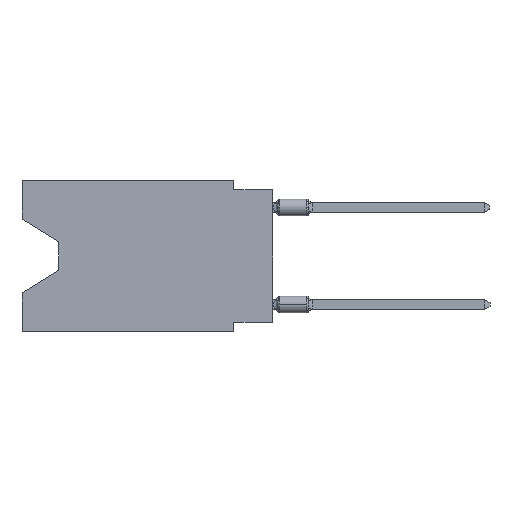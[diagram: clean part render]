
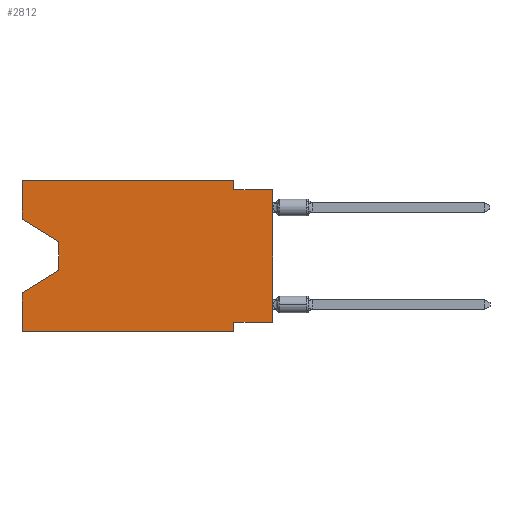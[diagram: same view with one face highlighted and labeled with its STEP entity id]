
A CAD part, left-side view. The second image highlights one B-rep face of the part: STEP entity #2812.
In plain terms, the highlighted planar face has unit normal (-1, 0, 0).
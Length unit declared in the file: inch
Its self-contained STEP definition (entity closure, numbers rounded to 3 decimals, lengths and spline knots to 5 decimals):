
#7 = VERTEX_POINT ( 'NONE', #6652 ) ;
#57 = CARTESIAN_POINT ( 'NONE',  ( 0., 0., -0.365 ) ) ;
#61 = VECTOR ( 'NONE', #1917, 39.37008 ) ;
#167 = DIRECTION ( 'NONE',  ( 0., 0., -1. ) ) ;
#190 = ORIENTED_EDGE ( 'NONE', *, *, #6226, .F. ) ;
#300 = PLANE ( 'NONE',  #1719 ) ;
#749 = CARTESIAN_POINT ( 'NONE',  ( 0., 0.645, -0.39 ) ) ;
#942 = CARTESIAN_POINT ( 'NONE',  ( 0., 0.645, 0. ) ) ;
#977 = EDGE_CURVE ( 'NONE', #7748, #8336, #10659, .T. ) ;
#1082 = VECTOR ( 'NONE', #3366, 39.37008 ) ;
#1261 = DIRECTION ( 'NONE',  ( 0., 0., 1. ) ) ;
#1422 = FACE_OUTER_BOUND ( 'NONE', #9094, .T. ) ;
#1612 = ORIENTED_EDGE ( 'NONE', *, *, #10151, .F. ) ;
#1719 = AXIS2_PLACEMENT_3D ( 'NONE', #3197, #8330, #4452 ) ;
#1740 = VECTOR ( 'NONE', #2056, 39.37008 ) ;
#1770 = VERTEX_POINT ( 'NONE', #749 ) ;
#1917 = DIRECTION ( 'NONE',  ( 0., 0., 1. ) ) ;
#2056 = DIRECTION ( 'NONE',  ( 0., 0., -1. ) ) ;
#2102 = CARTESIAN_POINT ( 'NONE',  ( 0., 0.1, -0.365 ) ) ;
#2131 = CARTESIAN_POINT ( 'NONE',  ( 0., 0.645, -0.39 ) ) ;
#2175 = CARTESIAN_POINT ( 'NONE',  ( 0., 0.55, -0.232 ) ) ;
#2377 = CARTESIAN_POINT ( 'NONE',  ( 0., 0.1, 0. ) ) ;
#2552 = VECTOR ( 'NONE', #9615, 39.37008 ) ;
#2599 = ORIENTED_EDGE ( 'NONE', *, *, #977, .F. ) ;
#2606 = EDGE_CURVE ( 'NONE', #7554, #7, #12995, .T. ) ;
#2763 = DIRECTION ( 'NONE',  ( 0., 0., 1. ) ) ;
#2812 = ADVANCED_FACE ( 'NONE', ( #1422 ), #300, .F. ) ;
#2866 = CARTESIAN_POINT ( 'NONE',  ( 0., 0., -0.025 ) ) ;
#2897 = LINE ( 'NONE', #3901, #7630 ) ;
#3044 = LINE ( 'NONE', #942, #61 ) ;
#3128 = LINE ( 'NONE', #7265, #4996 ) ;
#3166 = ORIENTED_EDGE ( 'NONE', *, *, #7204, .T. ) ;
#3193 = VECTOR ( 'NONE', #3259, 39.37008 ) ;
#3197 = CARTESIAN_POINT ( 'NONE',  ( 0., 0.645, 0. ) ) ;
#3259 = DIRECTION ( 'NONE',  ( 0., -1., 0. ) ) ;
#3366 = DIRECTION ( 'NONE',  ( 0., 0.855, -0.519 ) ) ;
#3387 = EDGE_CURVE ( 'NONE', #7554, #5461, #2897, .T. ) ;
#3435 = CARTESIAN_POINT ( 'NONE',  ( 0., 0.1, -0.025 ) ) ;
#3700 = LINE ( 'NONE', #7511, #5498 ) ;
#3901 = CARTESIAN_POINT ( 'NONE',  ( 0., 0.645, 0. ) ) ;
#3984 = CARTESIAN_POINT ( 'NONE',  ( 0., 0.1, -0.39 ) ) ;
#4108 = LINE ( 'NONE', #3984, #1740 ) ;
#4123 = DIRECTION ( 'NONE',  ( 0., -1., 0. ) ) ;
#4250 = LINE ( 'NONE', #12377, #3193 ) ;
#4293 = VERTEX_POINT ( 'NONE', #10996 ) ;
#4369 = ORIENTED_EDGE ( 'NONE', *, *, #4388, .F. ) ;
#4388 = EDGE_CURVE ( 'NONE', #5461, #8923, #4250, .T. ) ;
#4452 = DIRECTION ( 'NONE',  ( 0., 0., -1. ) ) ;
#4606 = EDGE_CURVE ( 'NONE', #7974, #4293, #4108, .T. ) ;
#4796 = EDGE_CURVE ( 'NONE', #10699, #8336, #11232, .T. ) ;
#4996 = VECTOR ( 'NONE', #167, 39.37008 ) ;
#5461 = VERTEX_POINT ( 'NONE', #10270 ) ;
#5498 = VECTOR ( 'NONE', #12689, 39.37008 ) ;
#5594 = ORIENTED_EDGE ( 'NONE', *, *, #11307, .T. ) ;
#5624 = LINE ( 'NONE', #10706, #2552 ) ;
#6226 = EDGE_CURVE ( 'NONE', #1770, #9732, #3044, .T. ) ;
#6282 = CARTESIAN_POINT ( 'NONE',  ( 0., 0., 0. ) ) ;
#6283 = CARTESIAN_POINT ( 'NONE',  ( 0., 0.55, -0.232 ) ) ;
#6652 = CARTESIAN_POINT ( 'NONE',  ( 0., 0.55, -0.158 ) ) ;
#7187 = CARTESIAN_POINT ( 'NONE',  ( 0., 0.645, -0.10025 ) ) ;
#7204 = EDGE_CURVE ( 'NONE', #1770, #4293, #7263, .T. ) ;
#7263 = LINE ( 'NONE', #2131, #11829 ) ;
#7265 = CARTESIAN_POINT ( 'NONE',  ( 0., 0.55, -0.158 ) ) ;
#7511 = CARTESIAN_POINT ( 'NONE',  ( 0., 0.1, 0. ) ) ;
#7554 = VERTEX_POINT ( 'NONE', #7187 ) ;
#7630 = VECTOR ( 'NONE', #2763, 39.37008 ) ;
#7731 = VERTEX_POINT ( 'NONE', #6283 ) ;
#7748 = VERTEX_POINT ( 'NONE', #3435 ) ;
#7852 = DIRECTION ( 'NONE',  ( 0., -1., 0. ) ) ;
#7974 = VERTEX_POINT ( 'NONE', #2102 ) ;
#8296 = ORIENTED_EDGE ( 'NONE', *, *, #2606, .T. ) ;
#8330 = DIRECTION ( 'NONE',  ( 1., 0., 0. ) ) ;
#8336 = VERTEX_POINT ( 'NONE', #2866 ) ;
#8641 = CARTESIAN_POINT ( 'NONE',  ( 0., 0., -0.025 ) ) ;
#8886 = VECTOR ( 'NONE', #1261, 39.37008 ) ;
#8923 = VERTEX_POINT ( 'NONE', #2377 ) ;
#8937 = ORIENTED_EDGE ( 'NONE', *, *, #4796, .T. ) ;
#9059 = CARTESIAN_POINT ( 'NONE',  ( 0., 0.645, -0.10025 ) ) ;
#9094 = EDGE_LOOP ( 'NONE', ( #8296, #5594, #9177, #190, #3166, #12049, #10103, #8937, #2599, #1612, #4369, #12880 ) ) ;
#9177 = ORIENTED_EDGE ( 'NONE', *, *, #9996, .T. ) ;
#9424 = VECTOR ( 'NONE', #7852, 39.37008 ) ;
#9615 = DIRECTION ( 'NONE',  ( 0., 1., 0. ) ) ;
#9732 = VERTEX_POINT ( 'NONE', #11446 ) ;
#9996 = EDGE_CURVE ( 'NONE', #7731, #9732, #12431, .T. ) ;
#10103 = ORIENTED_EDGE ( 'NONE', *, *, #10226, .F. ) ;
#10151 = EDGE_CURVE ( 'NONE', #8923, #7748, #3700, .T. ) ;
#10226 = EDGE_CURVE ( 'NONE', #10699, #7974, #5624, .T. ) ;
#10270 = CARTESIAN_POINT ( 'NONE',  ( 0., 0.645, 0. ) ) ;
#10650 = VECTOR ( 'NONE', #11010, 39.37008 ) ;
#10659 = LINE ( 'NONE', #8641, #9424 ) ;
#10699 = VERTEX_POINT ( 'NONE', #57 ) ;
#10706 = CARTESIAN_POINT ( 'NONE',  ( 0., 0., -0.365 ) ) ;
#10996 = CARTESIAN_POINT ( 'NONE',  ( 0., 0.1, -0.39 ) ) ;
#11010 = DIRECTION ( 'NONE',  ( 0., -0.855, -0.519 ) ) ;
#11232 = LINE ( 'NONE', #6282, #8886 ) ;
#11307 = EDGE_CURVE ( 'NONE', #7, #7731, #3128, .T. ) ;
#11446 = CARTESIAN_POINT ( 'NONE',  ( 0., 0.645, -0.28975 ) ) ;
#11829 = VECTOR ( 'NONE', #4123, 39.37008 ) ;
#12049 = ORIENTED_EDGE ( 'NONE', *, *, #4606, .F. ) ;
#12377 = CARTESIAN_POINT ( 'NONE',  ( 0., 0.645, 0. ) ) ;
#12431 = LINE ( 'NONE', #2175, #1082 ) ;
#12689 = DIRECTION ( 'NONE',  ( 0., 0., -1. ) ) ;
#12880 = ORIENTED_EDGE ( 'NONE', *, *, #3387, .F. ) ;
#12995 = LINE ( 'NONE', #9059, #10650 ) ;
